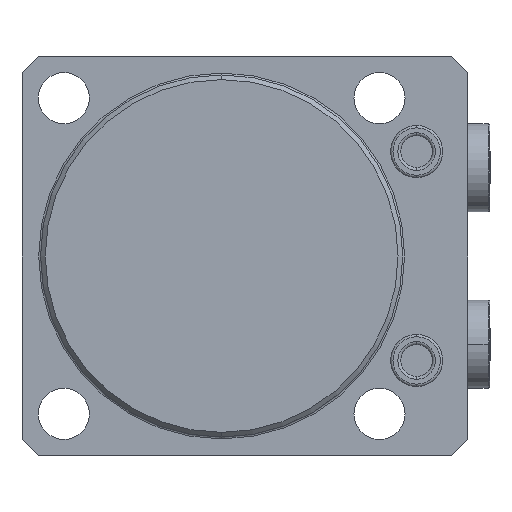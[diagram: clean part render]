
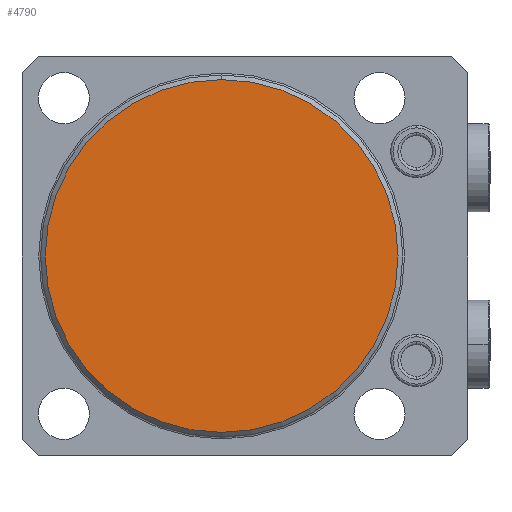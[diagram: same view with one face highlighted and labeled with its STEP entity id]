
A CAD part, front view. The second image highlights one B-rep face of the part: STEP entity #4790.
In plain terms, the highlighted planar face has unit normal (0, -1, 0).
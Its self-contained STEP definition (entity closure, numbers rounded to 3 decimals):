
#9 = AXIS2_PLACEMENT_3D ( 'NONE', #978, #977, #971 ) ;
#19 = AXIS2_PLACEMENT_3D ( 'NONE', #1075, #1073, #1072 ) ;
#549 = EDGE_CURVE ( 'NONE', #3957, #3952, #7100, .T. ) ;
#595 = EDGE_CURVE ( 'NONE', #3952, #3957, #7044, .T. ) ;
#971 = DIRECTION ( 'NONE',  ( 0., 0., 1. ) ) ;
#977 = DIRECTION ( 'NONE',  ( 0., -1., 0. ) ) ;
#978 = CARTESIAN_POINT ( 'NONE',  ( 0., -55., 0. ) ) ;
#1072 = DIRECTION ( 'NONE',  ( 0., 0., 1. ) ) ;
#1073 = DIRECTION ( 'NONE',  ( 0., -1., 0. ) ) ;
#1075 = CARTESIAN_POINT ( 'NONE',  ( 0., -55., 0. ) ) ;
#1308 = CARTESIAN_POINT ( 'NONE',  ( 0., -55., 38. ) ) ;
#2401 = FACE_OUTER_BOUND ( 'NONE', #6708, .T. ) ;
#3387 = CARTESIAN_POINT ( 'NONE',  ( 0., -55., -38. ) ) ;
#3447 = DIRECTION ( 'NONE',  ( 0., 0., 1. ) ) ;
#3448 = DIRECTION ( 'NONE',  ( 0., 1., 0. ) ) ;
#3453 = PLANE ( 'NONE',  #5483 ) ;
#3460 = CARTESIAN_POINT ( 'NONE',  ( 0., -55., 0. ) ) ;
#3952 = VERTEX_POINT ( 'NONE', #1308 ) ;
#3957 = VERTEX_POINT ( 'NONE', #3387 ) ;
#4523 = ORIENTED_EDGE ( 'NONE', *, *, #595, .T. ) ;
#4524 = ORIENTED_EDGE ( 'NONE', *, *, #549, .T. ) ;
#4790 = ADVANCED_FACE ( 'NONE', ( #2401 ), #3453, .F. ) ;
#5483 = AXIS2_PLACEMENT_3D ( 'NONE', #3460, #3448, #3447 ) ;
#6708 = EDGE_LOOP ( 'NONE', ( #4523, #4524 ) ) ;
#7044 = CIRCLE ( 'NONE', #9, 38. ) ;
#7100 = CIRCLE ( 'NONE', #19, 38. ) ;
